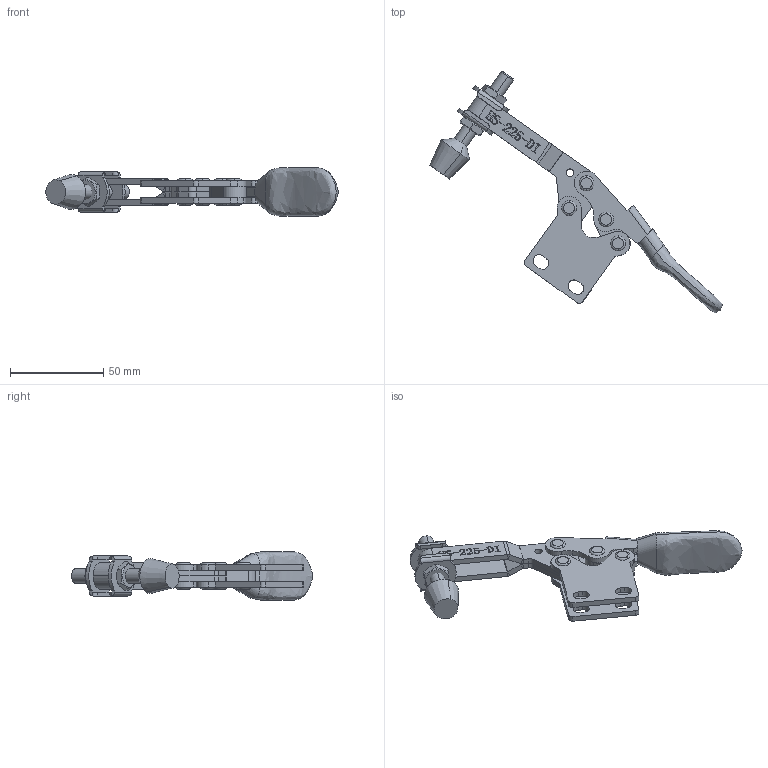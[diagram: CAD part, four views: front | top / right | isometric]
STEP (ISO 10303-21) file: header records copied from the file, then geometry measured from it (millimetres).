
FILE_DESCRIPTION (( 'STEP AP203' ), '1' );
FILE_NAME ('HS-225-DI .STEP', '2019-10-15T01:32:41', ( '微软用户' ), ( '微软中国' ), 'SwSTEP 2.0', 'SolidWorks 2012', '' );
FILE_SCHEMA (( 'CONFIG_CONTROL_DESIGN' ));
Length unit declared in the file: millimetre
Products named in the file (11): HS-225-DI ; FW-516; hexagon head bolts-full thread gb_GB_FASTENER_BOLT_STBAB A M8X55-C; hex thin nuts-grades ab-chamfered gb_GB_FASTENER_NUT_STNAB M8-N; 揤輸; 揤參; 种; 忒梟; 忒參; 蟀裝; 眻菁釱
Assembly tree (16 placements, depth 2):
  HS-225-DI 
    眻菁釱  x2
    蟀裝
    忒參
    忒梟
    种  x4
    揤參
    揤輸
    hex thin nuts-grades ab-chamfered gb_GB_FASTENER_NUT_STNAB M8-N  x2
    hexagon head bolts-full thread gb_GB_FASTENER_BOLT_STBAB A M8X55-C
    FW-516  x2
Bounding box: 156.51 x 129.05 x 26 mm (x, y, z)
Volume: 41893.9 mm3; surface area: 29949 mm2
Topology: 16 solids, 16 shells, 724 faces, 1893 edges, 1232 vertices
Faces by surface type: plane 397, cylinder 141, bspline 140, cone 30, torus 16
Entity records: 30358 total; most frequent: CARTESIAN_POINT 14288, ORIENTED_EDGE 3308, DIRECTION 2597, EDGE_CURVE 1654, VERTEX_POINT 1078, LINE 1075, VECTOR 1075, AXIS2_PLACEMENT_3D 761
